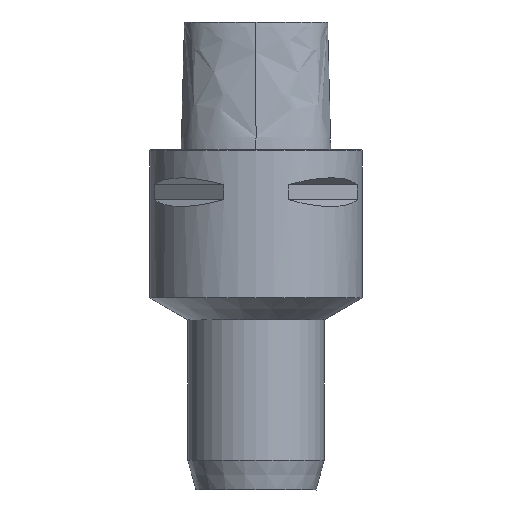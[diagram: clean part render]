
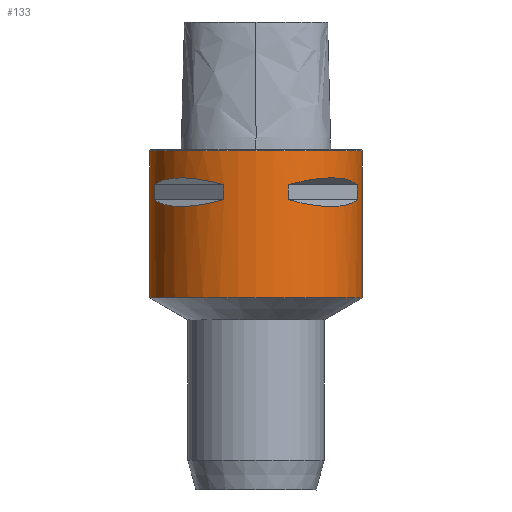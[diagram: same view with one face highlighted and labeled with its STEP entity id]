
A CAD part, front view. The second image highlights one B-rep face of the part: STEP entity #133.
In plain terms, the highlighted cylindrical face has radius 25 mm (diameter 50 mm), a full revolution.
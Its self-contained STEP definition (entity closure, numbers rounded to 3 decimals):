
#43=ELLIPSE('',#457,28.868,25.);
#44=ELLIPSE('',#459,28.868,25.);
#45=ELLIPSE('',#462,28.868,25.);
#46=ELLIPSE('',#464,28.868,25.);
#47=ELLIPSE('',#467,28.868,25.);
#48=ELLIPSE('',#469,28.868,25.);
#49=ELLIPSE('',#472,28.868,25.);
#50=ELLIPSE('',#474,28.868,25.);
#54=CYLINDRICAL_SURFACE('',#480,25.);
#74=FACE_BOUND('',#185,.T.);
#75=FACE_BOUND('',#186,.T.);
#76=FACE_BOUND('',#187,.T.);
#77=FACE_BOUND('',#188,.T.);
#78=FACE_BOUND('',#189,.T.);
#79=FACE_BOUND('',#190,.T.);
#90=CIRCLE('',#477,25.);
#91=CIRCLE('',#479,25.);
#133=ADVANCED_FACE('',(#74,#75,#76,#77,#78,#79),#54,.T.);
#185=EDGE_LOOP('',(#265));
#186=EDGE_LOOP('',(#266));
#187=EDGE_LOOP('',(#267,#268,#269,#270));
#188=EDGE_LOOP('',(#271,#272,#273,#274));
#189=EDGE_LOOP('',(#275,#276,#277,#278));
#190=EDGE_LOOP('',(#279,#280,#281,#282));
#265=ORIENTED_EDGE('',*,*,#361,.F.);
#266=ORIENTED_EDGE('',*,*,#362,.F.);
#267=ORIENTED_EDGE('',*,*,#360,.F.);
#268=ORIENTED_EDGE('',*,*,#357,.T.);
#269=ORIENTED_EDGE('',*,*,#359,.T.);
#270=ORIENTED_EDGE('',*,*,#355,.F.);
#271=ORIENTED_EDGE('',*,*,#354,.T.);
#272=ORIENTED_EDGE('',*,*,#351,.T.);
#273=ORIENTED_EDGE('',*,*,#353,.F.);
#274=ORIENTED_EDGE('',*,*,#349,.F.);
#275=ORIENTED_EDGE('',*,*,#348,.T.);
#276=ORIENTED_EDGE('',*,*,#345,.T.);
#277=ORIENTED_EDGE('',*,*,#347,.F.);
#278=ORIENTED_EDGE('',*,*,#343,.F.);
#279=ORIENTED_EDGE('',*,*,#342,.F.);
#280=ORIENTED_EDGE('',*,*,#339,.T.);
#281=ORIENTED_EDGE('',*,*,#341,.T.);
#282=ORIENTED_EDGE('',*,*,#337,.F.);
#301=VERTEX_POINT('',#3171);
#302=VERTEX_POINT('',#3172);
#303=VERTEX_POINT('',#3176);
#304=VERTEX_POINT('',#3177);
#305=VERTEX_POINT('',#3184);
#306=VERTEX_POINT('',#3185);
#307=VERTEX_POINT('',#3189);
#308=VERTEX_POINT('',#3190);
#309=VERTEX_POINT('',#3197);
#310=VERTEX_POINT('',#3198);
#311=VERTEX_POINT('',#3202);
#312=VERTEX_POINT('',#3203);
#313=VERTEX_POINT('',#3210);
#314=VERTEX_POINT('',#3211);
#315=VERTEX_POINT('',#3215);
#316=VERTEX_POINT('',#3216);
#317=VERTEX_POINT('',#3223);
#318=VERTEX_POINT('',#3226);
#337=EDGE_CURVE('',#301,#302,#43,.T.);
#339=EDGE_CURVE('',#303,#304,#44,.T.);
#341=EDGE_CURVE('',#304,#302,#371,.T.);
#342=EDGE_CURVE('',#303,#301,#372,.T.);
#343=EDGE_CURVE('',#305,#306,#45,.T.);
#345=EDGE_CURVE('',#307,#308,#46,.T.);
#347=EDGE_CURVE('',#306,#308,#375,.T.);
#348=EDGE_CURVE('',#305,#307,#376,.T.);
#349=EDGE_CURVE('',#309,#310,#47,.T.);
#351=EDGE_CURVE('',#311,#312,#48,.T.);
#353=EDGE_CURVE('',#310,#312,#379,.T.);
#354=EDGE_CURVE('',#309,#311,#380,.T.);
#355=EDGE_CURVE('',#313,#314,#49,.T.);
#357=EDGE_CURVE('',#315,#316,#50,.T.);
#359=EDGE_CURVE('',#316,#314,#383,.T.);
#360=EDGE_CURVE('',#315,#313,#384,.T.);
#361=EDGE_CURVE('',#317,#317,#90,.T.);
#362=EDGE_CURVE('',#318,#318,#91,.T.);
#371=LINE('',#3180,#393);
#372=LINE('',#3181,#394);
#375=LINE('',#3193,#397);
#376=LINE('',#3194,#398);
#379=LINE('',#3206,#401);
#380=LINE('',#3207,#402);
#383=LINE('',#3219,#405);
#384=LINE('',#3220,#406);
#393=VECTOR('',#540,1.);
#394=VECTOR('',#541,1.);
#397=VECTOR('',#554,1.);
#398=VECTOR('',#555,1.);
#401=VECTOR('',#568,1.);
#402=VECTOR('',#569,1.);
#405=VECTOR('',#582,1.);
#406=VECTOR('',#583,1.);
#457=AXIS2_PLACEMENT_3D('',#3170,#530,#531);
#459=AXIS2_PLACEMENT_3D('',#3175,#535,#536);
#462=AXIS2_PLACEMENT_3D('',#3183,#544,#545);
#464=AXIS2_PLACEMENT_3D('',#3188,#549,#550);
#467=AXIS2_PLACEMENT_3D('',#3196,#558,#559);
#469=AXIS2_PLACEMENT_3D('',#3201,#563,#564);
#472=AXIS2_PLACEMENT_3D('',#3209,#572,#573);
#474=AXIS2_PLACEMENT_3D('',#3214,#577,#578);
#477=AXIS2_PLACEMENT_3D('',#3222,#586,#587);
#479=AXIS2_PLACEMENT_3D('',#3225,#590,#591);
#480=AXIS2_PLACEMENT_3D('',#3227,#592,#593);
#530=DIRECTION('',(-0.354,0.354,-0.866));
#531=DIRECTION('',(0.612,-0.612,-0.5));
#535=DIRECTION('',(0.354,-0.354,-0.866));
#536=DIRECTION('',(-0.612,0.612,-0.5));
#540=DIRECTION('',(0.,0.,1.));
#541=DIRECTION('',(0.,0.,1.));
#544=DIRECTION('',(0.354,0.354,-0.866));
#545=DIRECTION('',(-0.612,-0.612,-0.5));
#549=DIRECTION('',(-0.354,-0.354,-0.866));
#550=DIRECTION('',(0.612,0.612,-0.5));
#554=DIRECTION('',(0.,0.,-1.));
#555=DIRECTION('',(0.,0.,-1.));
#558=DIRECTION('',(-0.354,-0.354,-0.866));
#559=DIRECTION('',(0.612,0.612,-0.5));
#563=DIRECTION('',(0.354,0.354,-0.866));
#564=DIRECTION('',(-0.612,-0.612,-0.5));
#568=DIRECTION('',(0.,0.,-1.));
#569=DIRECTION('',(0.,0.,-1.));
#572=DIRECTION('',(0.354,-0.354,-0.866));
#573=DIRECTION('',(-0.612,0.612,-0.5));
#577=DIRECTION('',(-0.354,0.354,-0.866));
#578=DIRECTION('',(0.612,-0.612,-0.5));
#582=DIRECTION('',(0.,0.,1.));
#583=DIRECTION('',(0.,0.,1.));
#586=DIRECTION('',(0.,0.,1.));
#587=DIRECTION('',(1.,0.,0.));
#590=DIRECTION('',(0.,0.,-1.));
#591=DIRECTION('',(1.,0.,0.));
#592=DIRECTION('',(0.,0.,-1.));
#593=DIRECTION('',(-1.,0.,0.));
#3170=CARTESIAN_POINT('',(0.,0.,-21.056));
#3171=CARTESIAN_POINT('',(-23.839,7.53,-8.25));
#3172=CARTESIAN_POINT('',(-7.53,23.839,-8.25));
#3175=CARTESIAN_POINT('',(0.,0.,1.056));
#3176=CARTESIAN_POINT('',(-23.839,7.53,-11.75));
#3177=CARTESIAN_POINT('',(-7.53,23.839,-11.75));
#3180=CARTESIAN_POINT('',(-7.53,23.839,-8.539));
#3181=CARTESIAN_POINT('',(-23.839,7.53,-8.539));
#3183=CARTESIAN_POINT('',(0.,0.,-21.056));
#3184=CARTESIAN_POINT('',(7.53,23.839,-8.25));
#3185=CARTESIAN_POINT('',(23.839,7.53,-8.25));
#3188=CARTESIAN_POINT('',(0.,0.,1.056));
#3189=CARTESIAN_POINT('',(7.53,23.839,-11.75));
#3190=CARTESIAN_POINT('',(23.839,7.53,-11.75));
#3193=CARTESIAN_POINT('',(23.839,7.53,-8.539));
#3194=CARTESIAN_POINT('',(7.53,23.839,-8.539));
#3196=CARTESIAN_POINT('',(0.,0.,-21.056));
#3197=CARTESIAN_POINT('',(-7.53,-23.839,-8.25));
#3198=CARTESIAN_POINT('',(-23.839,-7.53,-8.25));
#3201=CARTESIAN_POINT('',(0.,0.,1.056));
#3202=CARTESIAN_POINT('',(-7.53,-23.839,-11.75));
#3203=CARTESIAN_POINT('',(-23.839,-7.53,-11.75));
#3206=CARTESIAN_POINT('',(-23.839,-7.53,-8.539));
#3207=CARTESIAN_POINT('',(-7.53,-23.839,-8.539));
#3209=CARTESIAN_POINT('',(0.,0.,-21.056));
#3210=CARTESIAN_POINT('',(23.839,-7.53,-8.25));
#3211=CARTESIAN_POINT('',(7.53,-23.839,-8.25));
#3214=CARTESIAN_POINT('',(0.,0.,1.056));
#3215=CARTESIAN_POINT('',(23.839,-7.53,-11.75));
#3216=CARTESIAN_POINT('',(7.53,-23.839,-11.75));
#3219=CARTESIAN_POINT('',(7.53,-23.839,-8.539));
#3220=CARTESIAN_POINT('',(23.839,-7.53,-8.539));
#3222=CARTESIAN_POINT('',(0.,0.,-0.3));
#3223=CARTESIAN_POINT('',(25.,0.,-0.3));
#3225=CARTESIAN_POINT('',(0.,0.,-34.804));
#3226=CARTESIAN_POINT('',(25.,0.,-34.804));
#3227=CARTESIAN_POINT('',(0.,0.,32.65));
